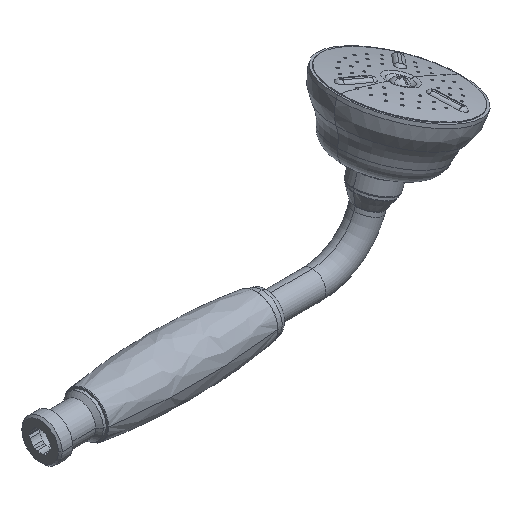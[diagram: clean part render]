
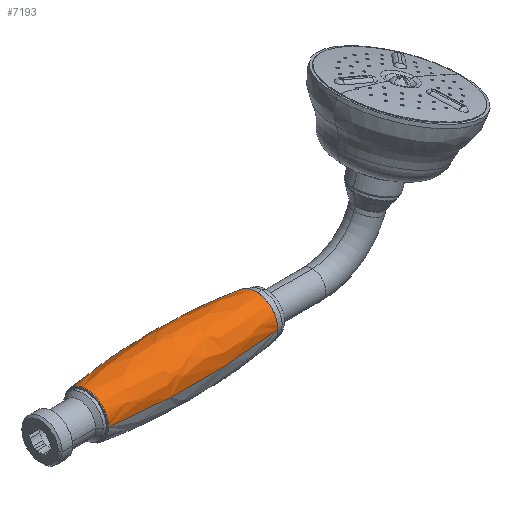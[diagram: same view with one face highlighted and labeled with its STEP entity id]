
A CAD part, isometric view. The second image highlights one B-rep face of the part: STEP entity #7193.
In plain terms, the highlighted free-form (B-spline) face has degree [3, 3] with [7, 4] control points.
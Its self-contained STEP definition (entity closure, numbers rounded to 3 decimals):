
#2059=CARTESIAN_POINT('',(-44.5,-317.042,0.));
#2060=DIRECTION('',(0.,0.,-1.));
#2061=DIRECTION('',(-0.133,0.991,0.));
#2062=AXIS2_PLACEMENT_3D('',#2059,#2060,#2061);
#2064=CARTESIAN_POINT('',(-44.5,317.042,0.));
#2065=DIRECTION('',(0.,0.,1.));
#2066=DIRECTION('',(-0.133,-0.991,0.));
#2067=AXIS2_PLACEMENT_3D('',#2064,#2065,#2066);
#2089=CARTESIAN_POINT('',(-0.26,0.,0.));
#2090=DIRECTION('',(1.,0.,0.));
#2091=DIRECTION('',(0.,1.,0.));
#2092=AXIS2_PLACEMENT_3D('',#2089,#2090,#2091);
#2099=CARTESIAN_POINT('',(-88.74,0.,0.));
#2100=DIRECTION('',(1.,0.,0.));
#2101=DIRECTION('',(0.,1.,0.));
#2102=AXIS2_PLACEMENT_3D('',#2099,#2100,#2101);
#2793=CARTESIAN_POINT('',(-0.26,-11.535,
0.));
#2794=CARTESIAN_POINT('',(-0.26,11.535,
0.));
#2795=VERTEX_POINT('',#2793);
#2796=VERTEX_POINT('',#2794);
#2797=CARTESIAN_POINT('',(-88.74,-11.535,
0.));
#2798=CARTESIAN_POINT('',(-88.74,11.535,
0.));
#2799=VERTEX_POINT('',#2797);
#2800=VERTEX_POINT('',#2798);
#7157=CARTESIAN_POINT('',(1.498,-11.271,
-0.709));
#7158=CARTESIAN_POINT('',(-29.068,-15.545,
-0.978));
#7159=CARTESIAN_POINT('',(-59.932,-15.545,
-0.978));
#7160=CARTESIAN_POINT('',(-90.498,-11.271,
-0.709));
#7161=CARTESIAN_POINT('',(1.498,-11.708,6.227));
#7162=CARTESIAN_POINT('',(-29.068,-16.147,
8.588));
#7163=CARTESIAN_POINT('',(-59.932,-16.147,
8.588));
#7164=CARTESIAN_POINT('',(-90.498,-11.708,
6.227));
#7165=CARTESIAN_POINT('',(1.498,-6.95,11.294));
#7166=CARTESIAN_POINT('',(-29.068,-9.585,
15.576));
#7167=CARTESIAN_POINT('',(-59.932,-9.585,
15.576));
#7168=CARTESIAN_POINT('',(-90.498,-6.95,
11.294));
#7169=CARTESIAN_POINT('',(1.498,0.,11.294));
#7170=CARTESIAN_POINT('',(-29.068,0.,15.576));
#7171=CARTESIAN_POINT('',(-59.932,0.,15.576));
#7172=CARTESIAN_POINT('',(-90.498,0.,11.294));
#7173=CARTESIAN_POINT('',(1.498,6.95,11.294));
#7174=CARTESIAN_POINT('',(-29.068,9.585,15.576));
#7175=CARTESIAN_POINT('',(-59.932,9.585,15.576));
#7176=CARTESIAN_POINT('',(-90.498,6.95,11.294));
#7177=CARTESIAN_POINT('',(1.498,11.708,6.227));
#7178=CARTESIAN_POINT('',(-29.068,16.147,8.588));
#7179=CARTESIAN_POINT('',(-59.932,16.147,8.588));
#7180=CARTESIAN_POINT('',(-90.498,11.708,6.227));
#7181=CARTESIAN_POINT('',(1.498,11.271,
-0.709));
#7182=CARTESIAN_POINT('',(-29.068,15.545,
-0.978));
#7183=CARTESIAN_POINT('',(-59.932,15.545,
-0.978));
#7184=CARTESIAN_POINT('',(-90.498,11.271,
-0.709));
#7185=(BOUNDED_SURFACE()B_SPLINE_SURFACE(3,3,((#7157,#7158,#7159,#7160),(#7161,
#7162,#7163,#7164),(#7165,#7166,#7167,#7168),(#7169,#7170,#7171,#7172),(#7173,
#7174,#7175,#7176),(#7177,#7178,#7179,#7180),(#7181,#7182,#7183,#7184)),
.UNSPECIFIED.,.F.,.F.,.F.)B_SPLINE_SURFACE_WITH_KNOTS((4,3,4),(4,4),(0.,1.,
2.),(0.,1.),.UNSPECIFIED.)GEOMETRIC_REPRESENTATION_ITEM()RATIONAL_B_SPLINE_SURFACE(((1.193,1.185,1.185,1.193),(
0.942,0.936,0.936,0.942),(
0.942,0.936,0.936,0.942),(
1.193,1.185,1.185,1.193),(
0.942,0.936,0.936,0.942),(
0.942,0.936,0.936,0.942),(
1.193,1.185,1.185,1.193)))REPRESENTATION_ITEM('')SURFACE());
#7186=ORIENTED_EDGE('',*,*,#7144,.T.);
#7187=ORIENTED_EDGE('',*,*,#7079,.F.);
#7189=ORIENTED_EDGE('',*,*,#7188,.F.);
#7190=ORIENTED_EDGE('',*,*,#7076,.T.);
#7191=EDGE_LOOP('',(#7186,#7187,#7189,#7190));
#7192=FACE_OUTER_BOUND('',#7191,.F.);
#7193=ADVANCED_FACE('',(#7192),#7185,.T.);
#2063=CIRCLE('',#2062,331.542);
#2068=CIRCLE('',#2067,331.542);
#2093=CIRCLE('',#2092,11.535);
#2103=CIRCLE('',#2102,11.535);
#7076=EDGE_CURVE('',#2800,#2796,#2063,.T.);
#7079=EDGE_CURVE('',#2799,#2795,#2068,.T.);
#7144=EDGE_CURVE('',#2796,#2795,#2093,.T.);
#7188=EDGE_CURVE('',#2800,#2799,#2103,.T.);
